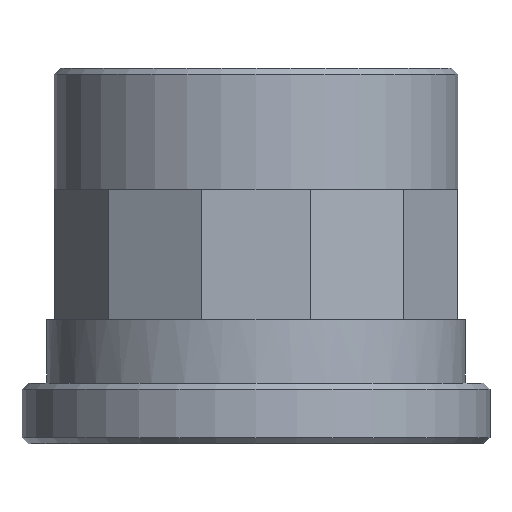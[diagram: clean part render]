
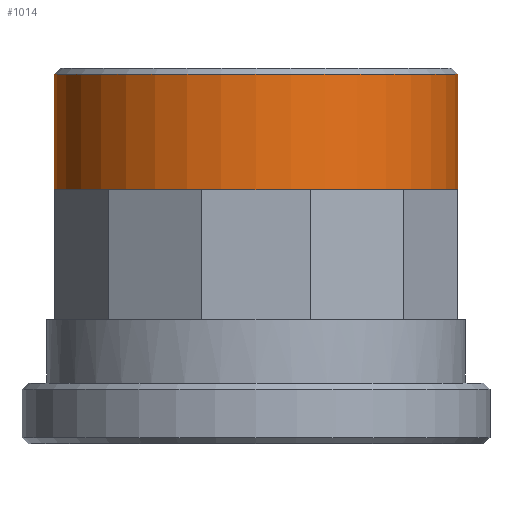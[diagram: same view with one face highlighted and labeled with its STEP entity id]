
A CAD part, front view. The second image highlights one B-rep face of the part: STEP entity #1014.
In plain terms, the highlighted cylindrical face has radius 16.6 mm (diameter 33.2 mm), a full revolution.
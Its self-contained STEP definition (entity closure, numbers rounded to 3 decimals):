
#93=FACE_OUTER_BOUND('',#157,.T.);
#157=EDGE_LOOP('',(#817,#818,#819,#820,#821,#822,#823,#824,#825,#826,#827,
#828,#829,#830,#831,#832));
#201=CIRCLE('',#1105,16.6);
#202=CIRCLE('',#1106,16.6);
#203=CIRCLE('',#1107,16.6);
#204=CIRCLE('',#1108,16.6);
#205=CIRCLE('',#1109,16.6);
#206=CIRCLE('',#1110,16.6);
#207=CIRCLE('',#1111,16.6);
#208=CIRCLE('',#1112,16.6);
#209=CIRCLE('',#1113,16.6);
#210=CIRCLE('',#1114,16.6);
#211=CIRCLE('',#1115,16.6);
#212=CIRCLE('',#1116,16.6);
#213=CIRCLE('',#1117,16.6);
#214=CIRCLE('',#1118,16.6);
#331=LINE('',#4388,#405);
#405=VECTOR('',#1322,16.6);
#456=VERTEX_POINT('',#4265);
#459=VERTEX_POINT('',#4273);
#462=VERTEX_POINT('',#4281);
#465=VERTEX_POINT('',#4289);
#468=VERTEX_POINT('',#4297);
#471=VERTEX_POINT('',#4305);
#474=VERTEX_POINT('',#4313);
#477=VERTEX_POINT('',#4321);
#480=VERTEX_POINT('',#4329);
#483=VERTEX_POINT('',#4337);
#486=VERTEX_POINT('',#4345);
#489=VERTEX_POINT('',#4353);
#499=VERTEX_POINT('',#4385);
#500=VERTEX_POINT('',#4386);
#623=EDGE_CURVE('',#499,#500,#201,.T.);
#624=EDGE_CURVE('',#500,#468,#331,.T.);
#625=EDGE_CURVE('',#468,#465,#202,.T.);
#626=EDGE_CURVE('',#465,#462,#203,.T.);
#627=EDGE_CURVE('',#462,#459,#204,.T.);
#628=EDGE_CURVE('',#459,#456,#205,.T.);
#629=EDGE_CURVE('',#456,#489,#206,.T.);
#630=EDGE_CURVE('',#489,#486,#207,.T.);
#631=EDGE_CURVE('',#486,#483,#208,.T.);
#632=EDGE_CURVE('',#483,#480,#209,.T.);
#633=EDGE_CURVE('',#480,#477,#210,.T.);
#634=EDGE_CURVE('',#477,#474,#211,.T.);
#635=EDGE_CURVE('',#474,#471,#212,.T.);
#636=EDGE_CURVE('',#471,#468,#213,.T.);
#637=EDGE_CURVE('',#500,#499,#214,.T.);
#817=ORIENTED_EDGE('',*,*,#623,.T.);
#818=ORIENTED_EDGE('',*,*,#624,.T.);
#819=ORIENTED_EDGE('',*,*,#625,.T.);
#820=ORIENTED_EDGE('',*,*,#626,.T.);
#821=ORIENTED_EDGE('',*,*,#627,.T.);
#822=ORIENTED_EDGE('',*,*,#628,.T.);
#823=ORIENTED_EDGE('',*,*,#629,.T.);
#824=ORIENTED_EDGE('',*,*,#630,.T.);
#825=ORIENTED_EDGE('',*,*,#631,.T.);
#826=ORIENTED_EDGE('',*,*,#632,.T.);
#827=ORIENTED_EDGE('',*,*,#633,.T.);
#828=ORIENTED_EDGE('',*,*,#634,.T.);
#829=ORIENTED_EDGE('',*,*,#635,.T.);
#830=ORIENTED_EDGE('',*,*,#636,.T.);
#831=ORIENTED_EDGE('',*,*,#624,.F.);
#832=ORIENTED_EDGE('',*,*,#637,.T.);
#975=CYLINDRICAL_SURFACE('',#1104,16.6);
#1014=ADVANCED_FACE('',(#93),#975,.T.);
#1104=AXIS2_PLACEMENT_3D('',#4384,#1318,#1319);
#1105=AXIS2_PLACEMENT_3D('',#4387,#1320,#1321);
#1106=AXIS2_PLACEMENT_3D('',#4389,#1323,#1324);
#1107=AXIS2_PLACEMENT_3D('',#4390,#1325,#1326);
#1108=AXIS2_PLACEMENT_3D('',#4391,#1327,#1328);
#1109=AXIS2_PLACEMENT_3D('',#4392,#1329,#1330);
#1110=AXIS2_PLACEMENT_3D('',#4393,#1331,#1332);
#1111=AXIS2_PLACEMENT_3D('',#4394,#1333,#1334);
#1112=AXIS2_PLACEMENT_3D('',#4395,#1335,#1336);
#1113=AXIS2_PLACEMENT_3D('',#4396,#1337,#1338);
#1114=AXIS2_PLACEMENT_3D('',#4397,#1339,#1340);
#1115=AXIS2_PLACEMENT_3D('',#4398,#1341,#1342);
#1116=AXIS2_PLACEMENT_3D('',#4399,#1343,#1344);
#1117=AXIS2_PLACEMENT_3D('',#4400,#1345,#1346);
#1118=AXIS2_PLACEMENT_3D('',#4401,#1347,#1348);
#1318=DIRECTION('center_axis',(0.,0.,1.));
#1319=DIRECTION('ref_axis',(0.,1.,0.));
#1320=DIRECTION('center_axis',(0.,0.,-1.));
#1321=DIRECTION('ref_axis',(0.,1.,0.));
#1322=DIRECTION('',(0.,0.,-1.));
#1323=DIRECTION('center_axis',(0.,0.,1.));
#1324=DIRECTION('ref_axis',(0.,1.,0.));
#1325=DIRECTION('center_axis',(0.,0.,1.));
#1326=DIRECTION('ref_axis',(0.,1.,0.));
#1327=DIRECTION('center_axis',(0.,0.,1.));
#1328=DIRECTION('ref_axis',(0.,1.,0.));
#1329=DIRECTION('center_axis',(0.,0.,1.));
#1330=DIRECTION('ref_axis',(0.,1.,0.));
#1331=DIRECTION('center_axis',(0.,0.,1.));
#1332=DIRECTION('ref_axis',(0.,1.,0.));
#1333=DIRECTION('center_axis',(0.,0.,1.));
#1334=DIRECTION('ref_axis',(0.,1.,0.));
#1335=DIRECTION('center_axis',(0.,0.,1.));
#1336=DIRECTION('ref_axis',(0.,1.,0.));
#1337=DIRECTION('center_axis',(0.,0.,1.));
#1338=DIRECTION('ref_axis',(0.,1.,0.));
#1339=DIRECTION('center_axis',(0.,0.,1.));
#1340=DIRECTION('ref_axis',(0.,1.,0.));
#1341=DIRECTION('center_axis',(0.,0.,1.));
#1342=DIRECTION('ref_axis',(0.,1.,0.));
#1343=DIRECTION('center_axis',(0.,0.,1.));
#1344=DIRECTION('ref_axis',(0.,1.,0.));
#1345=DIRECTION('center_axis',(0.,0.,1.));
#1346=DIRECTION('ref_axis',(0.,1.,0.));
#1347=DIRECTION('center_axis',(0.,0.,-1.));
#1348=DIRECTION('ref_axis',(0.,1.,0.));
#4265=CARTESIAN_POINT('',(14.376,8.3,20.4));
#4273=CARTESIAN_POINT('',(16.6,0.,20.4));
#4281=CARTESIAN_POINT('',(14.376,-8.3,20.4));
#4289=CARTESIAN_POINT('',(8.3,-14.376,20.4));
#4297=CARTESIAN_POINT('',(0.,-16.6,20.4));
#4305=CARTESIAN_POINT('',(-8.3,-14.376,20.4));
#4313=CARTESIAN_POINT('',(-14.376,-8.3,20.4));
#4321=CARTESIAN_POINT('',(-16.6,0.,20.4));
#4329=CARTESIAN_POINT('',(-14.376,8.3,20.4));
#4337=CARTESIAN_POINT('',(-8.3,14.376,20.4));
#4345=CARTESIAN_POINT('',(0.,16.6,20.4));
#4353=CARTESIAN_POINT('',(8.3,14.376,20.4));
#4384=CARTESIAN_POINT('Origin',(0.,0.,-0.5));
#4385=CARTESIAN_POINT('',(0.,16.6,29.9));
#4386=CARTESIAN_POINT('',(0.,-16.6,29.9));
#4387=CARTESIAN_POINT('Origin',(0.,0.,29.9));
#4388=CARTESIAN_POINT('',(0.,-16.6,-0.5));
#4389=CARTESIAN_POINT('Origin',(0.,0.,20.4));
#4390=CARTESIAN_POINT('Origin',(0.,0.,20.4));
#4391=CARTESIAN_POINT('Origin',(0.,0.,20.4));
#4392=CARTESIAN_POINT('Origin',(0.,0.,20.4));
#4393=CARTESIAN_POINT('Origin',(0.,0.,20.4));
#4394=CARTESIAN_POINT('Origin',(0.,0.,20.4));
#4395=CARTESIAN_POINT('Origin',(0.,0.,20.4));
#4396=CARTESIAN_POINT('Origin',(0.,0.,20.4));
#4397=CARTESIAN_POINT('Origin',(0.,0.,20.4));
#4398=CARTESIAN_POINT('Origin',(0.,0.,20.4));
#4399=CARTESIAN_POINT('Origin',(0.,0.,20.4));
#4400=CARTESIAN_POINT('Origin',(0.,0.,20.4));
#4401=CARTESIAN_POINT('Origin',(0.,0.,29.9));
